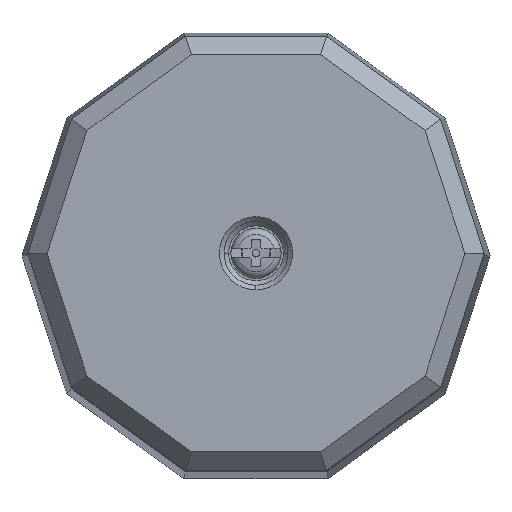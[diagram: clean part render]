
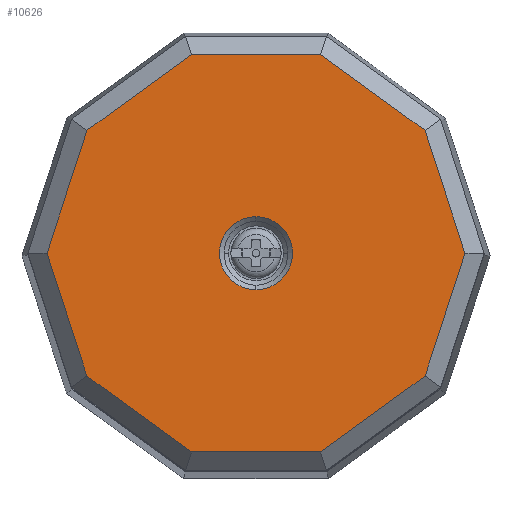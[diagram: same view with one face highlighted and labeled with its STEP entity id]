
A CAD part, top view. The second image highlights one B-rep face of the part: STEP entity #10626.
In plain terms, the highlighted planar face has unit normal (0, 0, 1).
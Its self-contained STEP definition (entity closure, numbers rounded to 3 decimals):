
#9858=CARTESIAN_POINT('',(0.,-4.,180.));
#9859=VERTEX_POINT('',#9858);
#9868=CARTESIAN_POINT('',(0.,4.,180.));
#9869=VERTEX_POINT('',#9868);
#9870=CARTESIAN_POINT('',(0.,0.,180.));
#9871=DIRECTION('',(0.0,0.0,1.0));
#9872=DIRECTION('',(0.0,-1.0,0.0));
#9873=AXIS2_PLACEMENT_3D('',#9870,#9871,#9872);
#9874=CIRCLE('',#9873,4.0);
#9875=EDGE_CURVE('',#9859,#9869,#9874,.T.);
#10364=CARTESIAN_POINT('',(-7.067,-21.75,180.));
#10365=VERTEX_POINT('',#10364);
#10366=CARTESIAN_POINT('',(-18.502,-13.442,180.));
#10367=VERTEX_POINT('',#10366);
#10368=CARTESIAN_POINT('',(-7.067,-21.75,180.));
#10369=DIRECTION('',(-0.809,0.588,0.0));
#10370=VECTOR('',#10369,14.134);
#10371=LINE('',#10368,#10370);
#10372=EDGE_CURVE('',#10365,#10367,#10371,.T.);
#10395=CARTESIAN_POINT('',(-22.869,0.,180.));
#10396=VERTEX_POINT('',#10395);
#10397=CARTESIAN_POINT('',(-18.502,-13.442,180.));
#10398=DIRECTION('',(-0.309,0.951,0.0));
#10399=VECTOR('',#10398,14.134);
#10400=LINE('',#10397,#10399);
#10401=EDGE_CURVE('',#10367,#10396,#10400,.T.);
#10419=CARTESIAN_POINT('',(-18.502,13.442,180.));
#10420=VERTEX_POINT('',#10419);
#10421=CARTESIAN_POINT('',(-22.869,0.,180.));
#10422=DIRECTION('',(0.309,0.951,0.0));
#10423=VECTOR('',#10422,14.134);
#10424=LINE('',#10421,#10423);
#10425=EDGE_CURVE('',#10396,#10420,#10424,.T.);
#10443=CARTESIAN_POINT('',(-7.067,21.75,180.));
#10444=VERTEX_POINT('',#10443);
#10445=CARTESIAN_POINT('',(-18.502,13.442,180.));
#10446=DIRECTION('',(0.809,0.588,0.0));
#10447=VECTOR('',#10446,14.134);
#10448=LINE('',#10445,#10447);
#10449=EDGE_CURVE('',#10420,#10444,#10448,.T.);
#10467=CARTESIAN_POINT('',(7.067,21.75,180.));
#10468=VERTEX_POINT('',#10467);
#10469=CARTESIAN_POINT('',(-7.067,21.75,180.));
#10470=DIRECTION('',(1.0,0.0,0.0));
#10471=VECTOR('',#10470,14.134);
#10472=LINE('',#10469,#10471);
#10473=EDGE_CURVE('',#10444,#10468,#10472,.T.);
#10491=CARTESIAN_POINT('',(18.502,13.442,180.));
#10492=VERTEX_POINT('',#10491);
#10493=CARTESIAN_POINT('',(7.067,21.75,180.));
#10494=DIRECTION('',(0.809,-0.588,0.0));
#10495=VECTOR('',#10494,14.134);
#10496=LINE('',#10493,#10495);
#10497=EDGE_CURVE('',#10468,#10492,#10496,.T.);
#10515=CARTESIAN_POINT('',(22.869,0.,180.));
#10516=VERTEX_POINT('',#10515);
#10517=CARTESIAN_POINT('',(18.502,13.442,180.));
#10518=DIRECTION('',(0.309,-0.951,0.0));
#10519=VECTOR('',#10518,14.134);
#10520=LINE('',#10517,#10519);
#10521=EDGE_CURVE('',#10492,#10516,#10520,.T.);
#10539=CARTESIAN_POINT('',(18.502,-13.442,180.));
#10540=VERTEX_POINT('',#10539);
#10541=CARTESIAN_POINT('',(22.869,0.,180.));
#10542=DIRECTION('',(-0.309,-0.951,0.0));
#10543=VECTOR('',#10542,14.134);
#10544=LINE('',#10541,#10543);
#10545=EDGE_CURVE('',#10516,#10540,#10544,.T.);
#10563=CARTESIAN_POINT('',(7.067,-21.75,180.));
#10564=VERTEX_POINT('',#10563);
#10565=CARTESIAN_POINT('',(18.502,-13.442,180.));
#10566=DIRECTION('',(-0.809,-0.588,0.0));
#10567=VECTOR('',#10566,14.134);
#10568=LINE('',#10565,#10567);
#10569=EDGE_CURVE('',#10540,#10564,#10568,.T.);
#10587=CARTESIAN_POINT('',(7.067,-21.75,180.));
#10588=DIRECTION('',(-1.0,0.0,0.0));
#10589=VECTOR('',#10588,14.134);
#10590=LINE('',#10587,#10589);
#10591=EDGE_CURVE('',#10564,#10365,#10590,.T.);
#10599=CARTESIAN_POINT('',(25.156,-23.925,180.));
#10600=DIRECTION('',(0.0,0.0,1.0));
#10601=DIRECTION('',(1.0,0.0,0.0));
#10602=AXIS2_PLACEMENT_3D('',#10599,#10600,#10601);
#10603=PLANE('',#10602);
#10604=ORIENTED_EDGE('',*,*,#10372,.F.);
#10605=ORIENTED_EDGE('',*,*,#10591,.F.);
#10606=ORIENTED_EDGE('',*,*,#10569,.F.);
#10607=ORIENTED_EDGE('',*,*,#10545,.F.);
#10608=ORIENTED_EDGE('',*,*,#10521,.F.);
#10609=ORIENTED_EDGE('',*,*,#10497,.F.);
#10610=ORIENTED_EDGE('',*,*,#10473,.F.);
#10611=ORIENTED_EDGE('',*,*,#10449,.F.);
#10612=ORIENTED_EDGE('',*,*,#10425,.F.);
#10613=ORIENTED_EDGE('',*,*,#10401,.F.);
#10614=EDGE_LOOP('',(#10604,#10605,#10606,#10607,#10608,#10609,#10610,#10611,#10612,#10613));
#10615=FACE_OUTER_BOUND('',#10614,.T.);
#10616=CARTESIAN_POINT('',(0.,0.,180.));
#10617=DIRECTION('',(0.0,0.0,1.0));
#10618=DIRECTION('',(0.0,-1.0,0.0));
#10619=AXIS2_PLACEMENT_3D('',#10616,#10617,#10618);
#10620=CIRCLE('',#10619,4.0);
#10621=EDGE_CURVE('',#9869,#9859,#10620,.T.);
#10622=ORIENTED_EDGE('',*,*,#10621,.F.);
#10623=ORIENTED_EDGE('',*,*,#9875,.F.);
#10624=EDGE_LOOP('',(#10622,#10623));
#10625=FACE_BOUND('',#10624,.T.);
#10626=ADVANCED_FACE('',(#10615,#10625),#10603,.T.);
